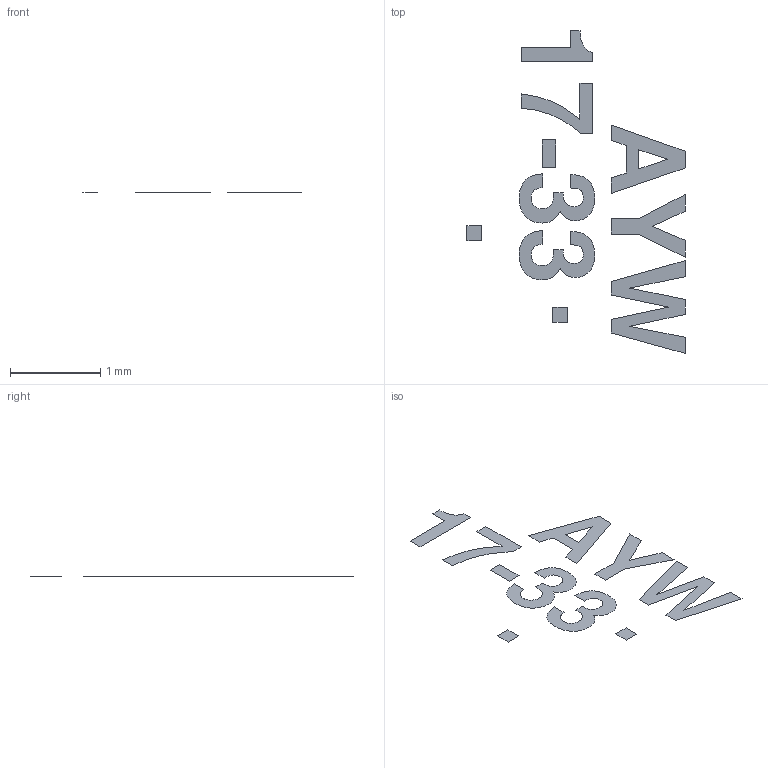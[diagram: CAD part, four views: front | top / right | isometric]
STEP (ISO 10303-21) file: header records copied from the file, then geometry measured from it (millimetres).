
FILE_DESCRIPTION(('FreeCAD Model'),'2;1');
FILE_NAME('Open CASCADE Shape Model','2023-04-12T10:46:53',('Author'),( ''),'Open CASCADE STEP processor 7.5','FreeCAD','Unknown');
FILE_SCHEMA(('AUTOMOTIVE_DESIGN { 1 0 10303 214 1 1 1 1 }'));
Length unit declared in the file: millimetre
Products named in the file (5): Unnamed; Line1; Line2; Dot1; Dot2
Assembly tree (4 placements, depth 2):
  Unnamed
    Line1
    Line2
    Dot1
    Dot2
Bounding box: 2.41 x 3.57 x 0 mm (x, y, z)
Surface area: 1.8 mm2 (no closed solid volume)
Topology: 0 solids, 10 shells, 10 faces, 95 edges, 95 vertices
Faces by surface type: plane 10
Entity records: 1075 total; most frequent: CARTESIAN_POINT 292, DIRECTION 96, ORIENTED_EDGE 95, EDGE_CURVE 95, VERTEX_POINT 95, LINE 66, VECTOR 66, B_SPLINE_CURVE_WITH_KNOTS 29
